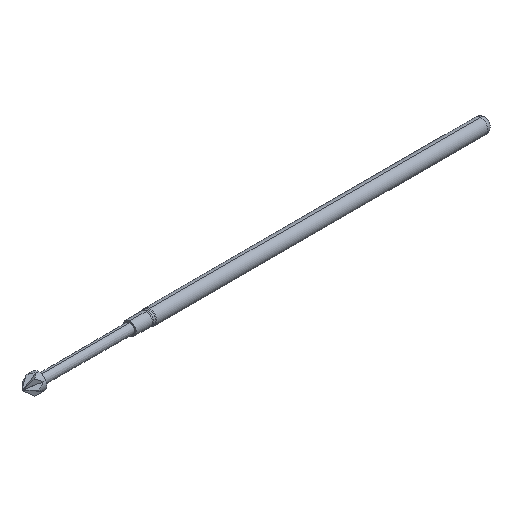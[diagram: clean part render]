
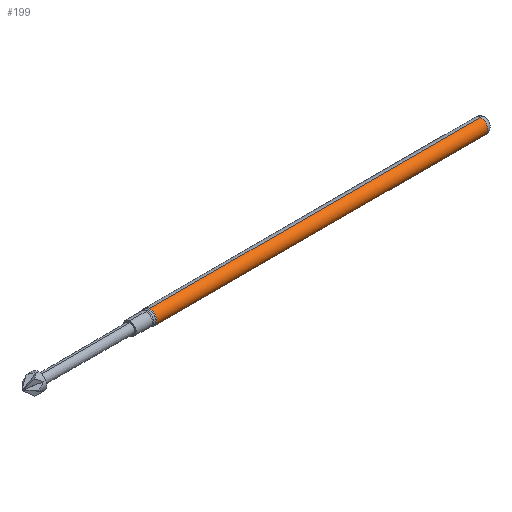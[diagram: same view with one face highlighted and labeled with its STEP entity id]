
A CAD part, isometric view. The second image highlights one B-rep face of the part: STEP entity #199.
In plain terms, the highlighted cylindrical face has radius 0.51 mm (diameter 1.021 mm), a partial arc.
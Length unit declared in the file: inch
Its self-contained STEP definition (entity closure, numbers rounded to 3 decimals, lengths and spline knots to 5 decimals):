
#150 = AXIS2_PLACEMENT_3D ( 'NONE', #3069, #1545, #1952 ) ;
#183 = CARTESIAN_POINT ( 'NONE',  ( 0., 0., -0.0201 ) ) ;
#199 = ADVANCED_FACE ( 'NONE', ( #795 ), #2668, .T. ) ;
#335 = CARTESIAN_POINT ( 'NONE',  ( 0.985, 0., 0.0201 ) ) ;
#387 = LINE ( 'NONE', #1854, #1613 ) ;
#403 = EDGE_CURVE ( 'NONE', #3176, #3648, #2556, .T. ) ;
#447 = VECTOR ( 'NONE', #1649, 39.37008 ) ;
#466 = EDGE_CURVE ( 'NONE', #3941, #1746, #387, .T. ) ;
#481 = CARTESIAN_POINT ( 'NONE',  ( 0.985, 0., -0.0201 ) ) ;
#699 = ORIENTED_EDGE ( 'NONE', *, *, #466, .T. ) ;
#795 = FACE_OUTER_BOUND ( 'NONE', #994, .T. ) ;
#927 = ORIENTED_EDGE ( 'NONE', *, *, #4531, .T. ) ;
#994 = EDGE_LOOP ( 'NONE', ( #927, #699, #2814, #3928 ) ) ;
#1265 = CARTESIAN_POINT ( 'NONE',  ( 0.056, 0., -0.0201 ) ) ;
#1379 = DIRECTION ( 'NONE',  ( -1., 0., 0. ) ) ;
#1395 = CIRCLE ( 'NONE', #4547, 0.0201 ) ;
#1545 = DIRECTION ( 'NONE',  ( -1., 0., 0. ) ) ;
#1613 = VECTOR ( 'NONE', #4874, 39.37008 ) ;
#1649 = DIRECTION ( 'NONE',  ( -1., 0., 0. ) ) ;
#1746 = VERTEX_POINT ( 'NONE', #1999 ) ;
#1854 = CARTESIAN_POINT ( 'NONE',  ( 0., 0., 0.0201 ) ) ;
#1898 = CARTESIAN_POINT ( 'NONE',  ( 0.056, 0., 0. ) ) ;
#1952 = DIRECTION ( 'NONE',  ( 0., 0., -1. ) ) ;
#1999 = CARTESIAN_POINT ( 'NONE',  ( 0.056, 0., 0.0201 ) ) ;
#2556 = LINE ( 'NONE', #183, #447 ) ;
#2618 = DIRECTION ( 'NONE',  ( 0., 0., -1. ) ) ;
#2627 = CIRCLE ( 'NONE', #4724, 0.0201 ) ;
#2668 = CYLINDRICAL_SURFACE ( 'NONE', #150, 0.0201 ) ;
#2814 = ORIENTED_EDGE ( 'NONE', *, *, #3330, .F. ) ;
#2906 = CARTESIAN_POINT ( 'NONE',  ( 0.985, 0., 0. ) ) ;
#3069 = CARTESIAN_POINT ( 'NONE',  ( 0., 0., 0. ) ) ;
#3176 = VERTEX_POINT ( 'NONE', #481 ) ;
#3330 = EDGE_CURVE ( 'NONE', #3648, #1746, #2627, .T. ) ;
#3648 = VERTEX_POINT ( 'NONE', #1265 ) ;
#3928 = ORIENTED_EDGE ( 'NONE', *, *, #403, .F. ) ;
#3941 = VERTEX_POINT ( 'NONE', #335 ) ;
#4039 = DIRECTION ( 'NONE',  ( 0., 0., -1. ) ) ;
#4531 = EDGE_CURVE ( 'NONE', #3176, #3941, #1395, .T. ) ;
#4541 = DIRECTION ( 'NONE',  ( -1., 0., 0. ) ) ;
#4547 = AXIS2_PLACEMENT_3D ( 'NONE', #2906, #1379, #4039 ) ;
#4724 = AXIS2_PLACEMENT_3D ( 'NONE', #1898, #4541, #2618 ) ;
#4874 = DIRECTION ( 'NONE',  ( -1., 0., 0. ) ) ;
